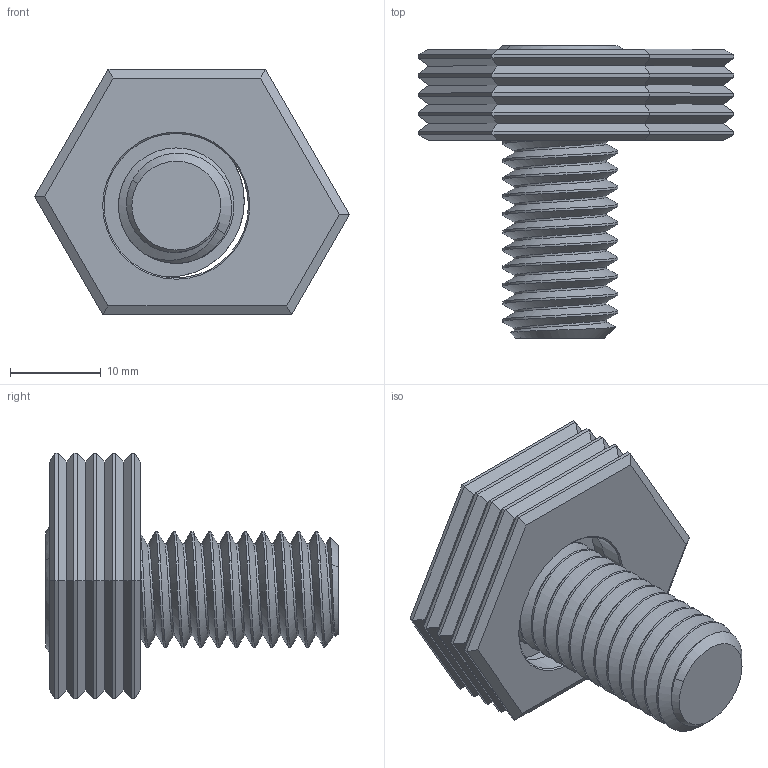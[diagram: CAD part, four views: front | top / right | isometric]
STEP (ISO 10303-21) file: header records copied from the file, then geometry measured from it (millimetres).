
FILE_DESCRIPTION (( 'STEP AP214' ), '1' );
FILE_NAME ('90115.STEP', '2024-08-26T14:47:23', ( '' ), ( '' ), 'SwSTEP 2.0', 'SolidWorks 2021', '' );
FILE_SCHEMA (( 'AUTOMOTIVE_DESIGN' ));
Length unit declared in the file: inch
Products named in the file (3): 90115; 901151_default; 10374_10374
Assembly tree (2 placements, depth 2):
  90115
    901151_default
    10374_10374
Bounding box: 34.64 x 32.13 x 27 mm (x, y, z)
Volume: 8384.6 mm3; surface area: 5210.7 mm2
Topology: 2 solids, 2 shells, 236 faces, 563 edges, 342 vertices
Faces by surface type: plane 151, bspline 38, cylinder 31, cone 14, sphere 2
Entity records: 11292 total; most frequent: CARTESIAN_POINT 6189, ORIENTED_EDGE 1126, DIRECTION 855, EDGE_CURVE 563, LINE 391, VECTOR 391, VERTEX_POINT 342, EDGE_LOOP 249
